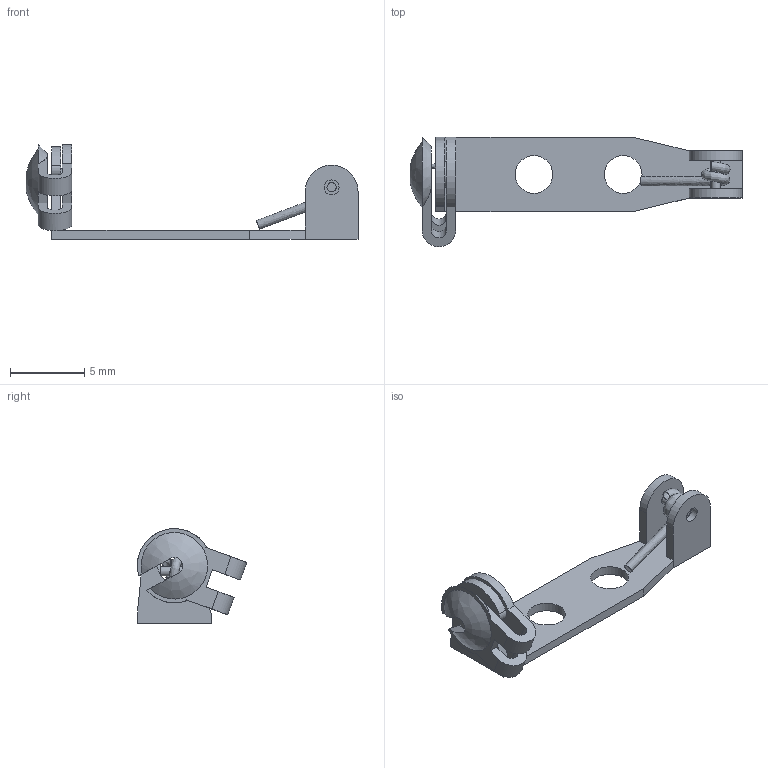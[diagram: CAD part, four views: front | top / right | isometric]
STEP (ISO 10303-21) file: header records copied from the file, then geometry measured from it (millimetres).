
FILE_DESCRIPTION(/* description */ ('STEP AP242','CAx-IF Rec.Pracs.---Representation and Presentation of Product Manufacturing Information (PMI)---4.0---2014-10-13','CAx-IF Rec.Pracs.---3D Tessellated Geometry---0.4---2014-09-14','2;1'),/* implementation_level */ '2;1');
FILE_NAME(/* name */ '6479e66a5c51be29da78360d',/* time_stamp */ '2023-06-02T12:54:02Z',/* author */ (''),/* organization */ (''),/* preprocessor_version */ 'ST-DEVELOPER v19.4',/* originating_system */ ' ',/* authorisation */ ' ');
FILE_SCHEMA (('AP242_MANAGED_MODEL_BASED_3D_ENGINEERING_MIM_LF { 1 0 10303 442 1 1 4 }'));
Length unit declared in the file: metre
Products named in the file (4): Assembly 2; Part 1; Part 2
Assembly tree (3 placements, depth 2):
  Assembly 2
    Part 1
    Part 1
    Part 2
Bounding box: 22.34 x 7.37 x 6.37 mm (x, y, z)
Volume: 117.9 mm3; surface area: 515.1 mm2
Topology: 3 solids, 3 shells, 77 faces, 209 edges, 137 vertices
Faces by surface type: plane 42, cylinder 25, bspline 6, cone 3, torus 1
Full cylindrical faces by diameter (mm): 0.625 x4, 1 x2, 2.54 x2
Entity records: 2683 total; most frequent: CARTESIAN_POINT 748, DIRECTION 373, ORIENTED_EDGE 372, EDGE_CURVE 186, AXIS2_PLACEMENT_3D 134, VERTEX_POINT 130, LINE 105, VECTOR 105
